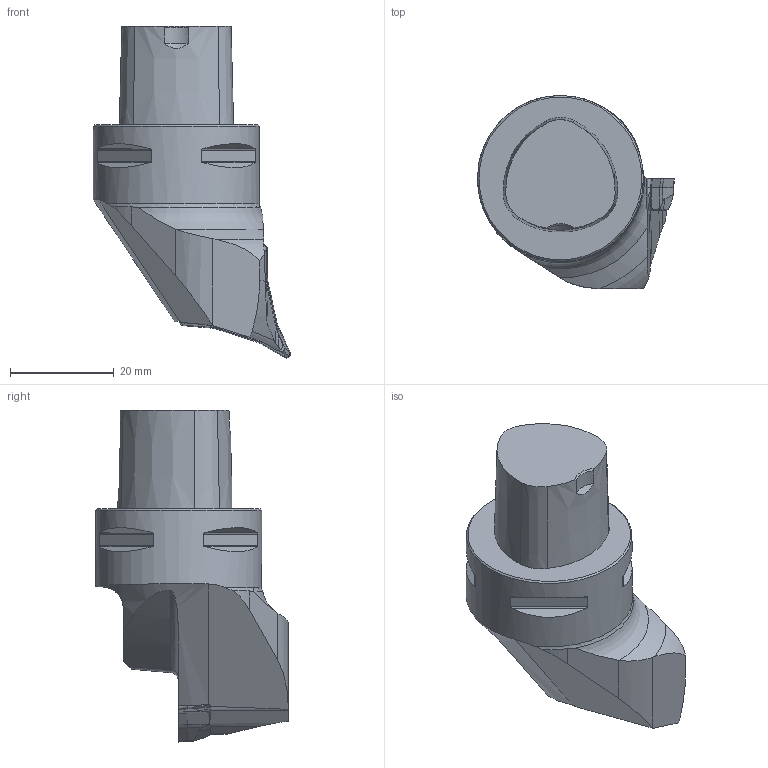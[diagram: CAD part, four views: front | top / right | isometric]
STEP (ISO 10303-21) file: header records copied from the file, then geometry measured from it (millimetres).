
FILE_DESCRIPTION(/* description */ (''),/* implementation_level */ '2;1');
FILE_NAME(/* name */ 'assy.stp',/* time_stamp */ '2022-03-15T16:20:00+01:00',/* author */ (''),/* organization */ ('SMS'),/* preprocessor_version */ 'ST-DEVELOPER v16.7',/* originating_system */ 'SIEMENS PLM Software NX 12.0',/* authorisation */ '');
FILE_SCHEMA (('AUTOMOTIVE_DESIGN { 1 0 10303 214 3 1 1 1 }'));
Length unit declared in the file: millimetre
Products named in the file (4): ASSEMBLY_CONSTRUCTION; NOCUT; CUT; ASSY
Assembly tree (3 placements, depth 2):
  ASSY
    CUT
    NOCUT
    ASSEMBLY_CONSTRUCTION
Bounding box: 38 x 37.15 x 64 mm (x, y, z)
Volume: 32080 mm3; surface area: 7189 mm2
Topology: 2 solids, 2 shells, 150 faces, 409 edges, 274 vertices
Faces by surface type: plane 55, cylinder 34, cone 24, bspline 18, revolution 9, torus 9, extrusion 1
Full cylindrical faces by diameter (mm): 32 x1
Entity records: 5979 total; most frequent: CARTESIAN_POINT 2291, ORIENTED_EDGE 810, DIRECTION 627, EDGE_CURVE 405, VERTEX_POINT 266, AXIS2_PLACEMENT_3D 225, VECTOR 168, LINE 167
